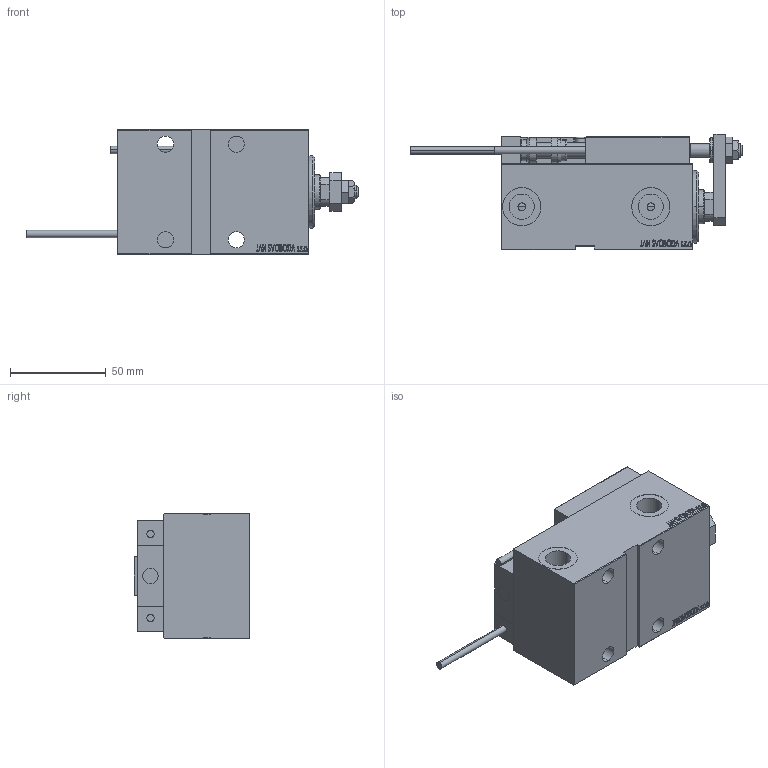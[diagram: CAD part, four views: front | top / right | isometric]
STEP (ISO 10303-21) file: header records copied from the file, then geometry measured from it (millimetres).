
FILE_DESCRIPTION (( 'STEP AP203' ), '1' );
FILE_NAME ('7d96.STEP', '2022-04-17T11:34:35', ( '' ), ( '' ), 'SwSTEP 2.0', 'SolidWorks 2019', '' );
FILE_SCHEMA (( 'CONFIG_CONTROL_DESIGN' ));
Length unit declared in the file: millimetre
Products named in the file (16): KONCOVKA e419918219ba164e9ff3c46328762f78; 7d96; MAGNET e419918219ba164e9ff3c46328762f78; SWITCH X e419918219ba164e9ff3c46328762f78; ALLEN BOLT D5 e419918219ba164e9ff3c46328762f78; SWITCH_X_FRONT_BACK e419918219ba164e9ff3c46328762f78; V450CM_E_Body e419918219ba164e9ff3c46328762f78; ALLEN BOLT D8 e419918219ba164e9ff3c46328762f78; ZARAZKA e419918219ba164e9ff3c46328762f78; V450CM_VC_B e419918219ba164e9ff3c46328762f78; NUT_D12 e419918219ba164e9ff3c46328762f78; Block e419918219ba164e9ff3c46328762f78; TYC_L79 e419918219ba164e9ff3c46328762f78; NUT_D10 e419918219ba164e9ff3c46328762f78; V450CM_E_VCP e419918219ba164e9ff3c46328762f78; SWITCH DIM B,W e419918219ba164e9ff3c46328762f78
Assembly tree (25 placements, depth 3):
  7d96
    V450CM_E_Body e419918219ba164e9ff3c46328762f78
    V450CM_E_VCP e419918219ba164e9ff3c46328762f78
    V450CM_VC_B e419918219ba164e9ff3c46328762f78
    SWITCH X e419918219ba164e9ff3c46328762f78
      SWITCH_X_FRONT_BACK e419918219ba164e9ff3c46328762f78  x2
      TYC_L79 e419918219ba164e9ff3c46328762f78
      Block e419918219ba164e9ff3c46328762f78  x2
      ALLEN BOLT D5 e419918219ba164e9ff3c46328762f78  x4
      ALLEN BOLT D8 e419918219ba164e9ff3c46328762f78  x4
      MAGNET e419918219ba164e9ff3c46328762f78  x2
      KONCOVKA e419918219ba164e9ff3c46328762f78  x2
    SWITCH DIM B,W e419918219ba164e9ff3c46328762f78
    ZARAZKA e419918219ba164e9ff3c46328762f78
    NUT_D10 e419918219ba164e9ff3c46328762f78
    NUT_D12 e419918219ba164e9ff3c46328762f78
Bounding box: 173.7 x 60.5 x 65 mm (x, y, z)
Volume: 305888.7 mm3; surface area: 79751.1 mm2
Topology: 24 solids, 24 shells, 1313 faces, 3152 edges, 2014 vertices
Faces by surface type: plane 576, bspline 380, cylinder 196, cone 113, torus 44, sphere 4
Entity records: 50875 total; most frequent: CARTESIAN_POINT 25739, ORIENTED_EDGE 5324, DIRECTION 3605, EDGE_CURVE 2662, VERTEX_POINT 1738, VECTOR 1529, LINE 1529, EDGE_LOOP 1228
